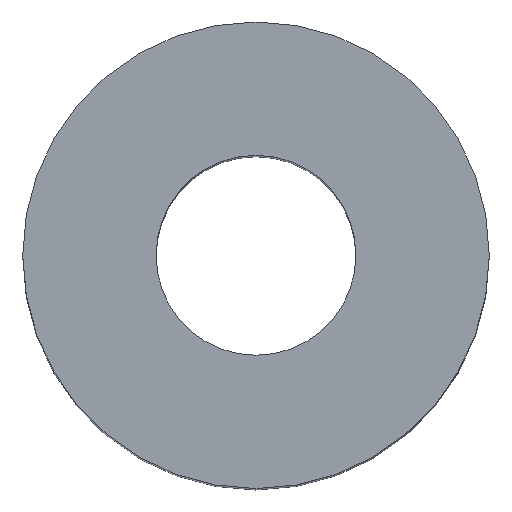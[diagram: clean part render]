
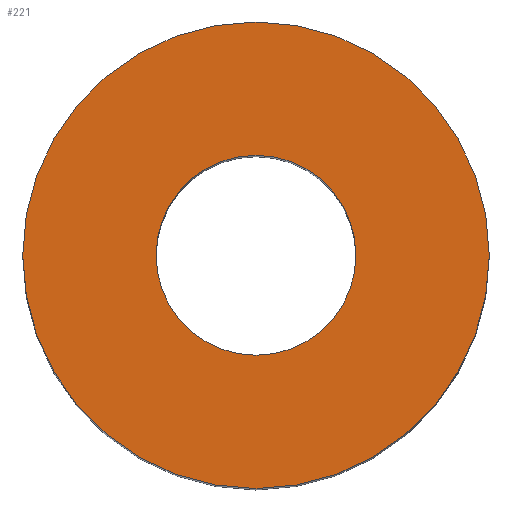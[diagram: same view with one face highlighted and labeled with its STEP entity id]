
A CAD part, top view. The second image highlights one B-rep face of the part: STEP entity #221.
In plain terms, the highlighted planar face has unit normal (0, 0, 1).
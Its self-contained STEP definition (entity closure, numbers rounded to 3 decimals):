
#1 = DIRECTION ( 'NONE',  ( 1., 0., 0. ) ) ;
#7 = AXIS2_PLACEMENT_3D ( 'NONE', #153, #150, #237 ) ;
#8 = PLANE ( 'NONE',  #43 ) ;
#9 = EDGE_CURVE ( 'NONE', #200, #104, #201, .T. ) ;
#16 = CARTESIAN_POINT ( 'NONE',  ( -7., 0., 25. ) ) ;
#17 = EDGE_CURVE ( 'NONE', #142, #148, #63, .T. ) ;
#19 = DIRECTION ( 'NONE',  ( 1., 0., 0. ) ) ;
#26 = ORIENTED_EDGE ( 'NONE', *, *, #198, .F. ) ;
#32 = AXIS2_PLACEMENT_3D ( 'NONE', #235, #77, #1 ) ;
#43 = AXIS2_PLACEMENT_3D ( 'NONE', #170, #187, #188 ) ;
#58 = FACE_BOUND ( 'NONE', #101, .T. ) ;
#63 = CIRCLE ( 'NONE', #203, 7. ) ;
#71 = CARTESIAN_POINT ( 'NONE',  ( 0., 0., 25. ) ) ;
#77 = DIRECTION ( 'NONE',  ( 0., 0., 1. ) ) ;
#78 = CIRCLE ( 'NONE', #7, 7. ) ;
#87 = CARTESIAN_POINT ( 'NONE',  ( 7., 0., 25. ) ) ;
#101 = EDGE_LOOP ( 'NONE', ( #243, #26 ) ) ;
#104 = VERTEX_POINT ( 'NONE', #126 ) ;
#114 = CIRCLE ( 'NONE', #32, 3. ) ;
#126 = CARTESIAN_POINT ( 'NONE',  ( 3., 0., 25. ) ) ;
#140 = ORIENTED_EDGE ( 'NONE', *, *, #247, .T. ) ;
#142 = VERTEX_POINT ( 'NONE', #87 ) ;
#144 = DIRECTION ( 'NONE',  ( 0., 0., 1. ) ) ;
#145 = DIRECTION ( 'NONE',  ( 0., 0., 1. ) ) ;
#148 = VERTEX_POINT ( 'NONE', #16 ) ;
#150 = DIRECTION ( 'NONE',  ( 0., 0., 1. ) ) ;
#153 = CARTESIAN_POINT ( 'NONE',  ( 0., 0., 25. ) ) ;
#162 = CARTESIAN_POINT ( 'NONE',  ( 0., 0., 25. ) ) ;
#167 = FACE_OUTER_BOUND ( 'NONE', #228, .T. ) ;
#170 = CARTESIAN_POINT ( 'NONE',  ( 0., 0., 25. ) ) ;
#180 = AXIS2_PLACEMENT_3D ( 'NONE', #162, #144, #19 ) ;
#187 = DIRECTION ( 'NONE',  ( 0., 0., 1. ) ) ;
#188 = DIRECTION ( 'NONE',  ( 1., 0., 0. ) ) ;
#194 = ORIENTED_EDGE ( 'NONE', *, *, #17, .T. ) ;
#198 = EDGE_CURVE ( 'NONE', #104, #200, #114, .T. ) ;
#200 = VERTEX_POINT ( 'NONE', #234 ) ;
#201 = CIRCLE ( 'NONE', #180, 3. ) ;
#203 = AXIS2_PLACEMENT_3D ( 'NONE', #71, #145, #225 ) ;
#221 = ADVANCED_FACE ( 'NONE', ( #167, #58 ), #8, .T. ) ;
#225 = DIRECTION ( 'NONE',  ( 1., 0., 0. ) ) ;
#228 = EDGE_LOOP ( 'NONE', ( #140, #194 ) ) ;
#234 = CARTESIAN_POINT ( 'NONE',  ( -3., 0., 25. ) ) ;
#235 = CARTESIAN_POINT ( 'NONE',  ( 0., 0., 25. ) ) ;
#237 = DIRECTION ( 'NONE',  ( 1., 0., 0. ) ) ;
#243 = ORIENTED_EDGE ( 'NONE', *, *, #9, .F. ) ;
#247 = EDGE_CURVE ( 'NONE', #148, #142, #78, .T. ) ;
